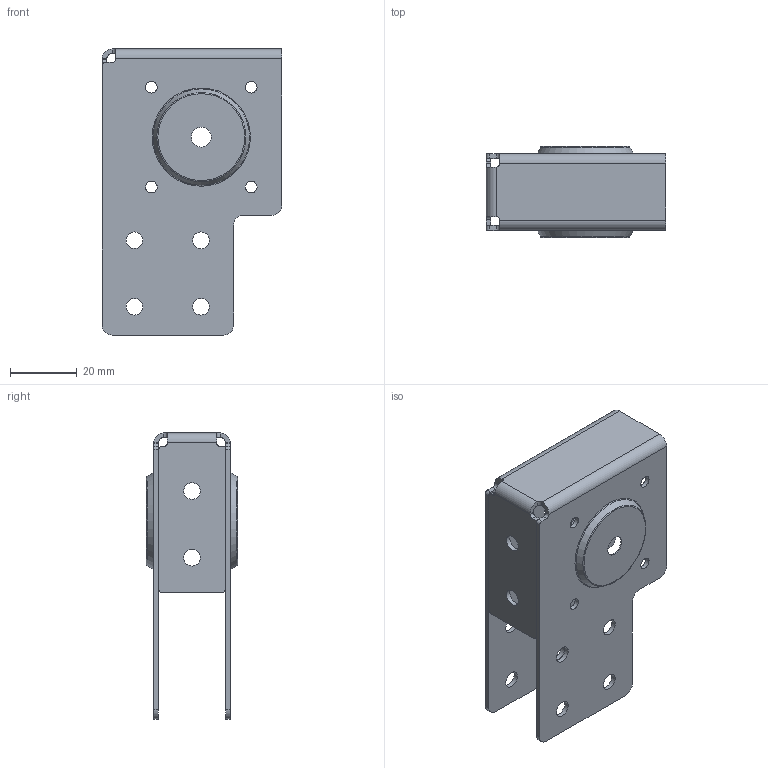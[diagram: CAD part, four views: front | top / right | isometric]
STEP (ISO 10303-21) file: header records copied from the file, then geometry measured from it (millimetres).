
FILE_DESCRIPTION(/* description */ (''),/* implementation_level */ '2;1');
FILE_NAME(/* name */ 'ACTUATOR END MOUNT (T1.5.23.5.84.5).stp',/* time_stamp */ '2023-03-02T15:52:13+02:00',/* author */ ('arnold.brand'),/* organization */ (''),/* preprocessor_version */ 'ST-DEVELOPER v19.2',/* originating_system */ 'Autodesk Inventor 2023',/* authorisation */ '');
FILE_SCHEMA (('AUTOMOTIVE_DESIGN { 1 0 10303 214 3 1 1 }'));
Length unit declared in the file: millimetre
Products named in the file (1): ACTUATOR END MOUNT (T1.5.23.5.84.5)
Bounding box: 54 x 27.35 x 86 mm (x, y, z)
Volume: 12640.9 mm3; surface area: 21198.4 mm2
Topology: 1 solids, 1 shells, 96 faces, 246 edges, 156 vertices
Faces by surface type: cylinder 44, plane 44, torus 4, cone 4
Full cylindrical faces by diameter (mm): 3.5 x8, 5 x10, 6 x2
Entity records: 3049 total; most frequent: DIRECTION 548, CARTESIAN_POINT 499, ORIENTED_EDGE 492, EDGE_CURVE 246, AXIS2_PLACEMENT_3D 205, VERTEX_POINT 156, EDGE_LOOP 140, LINE 138
